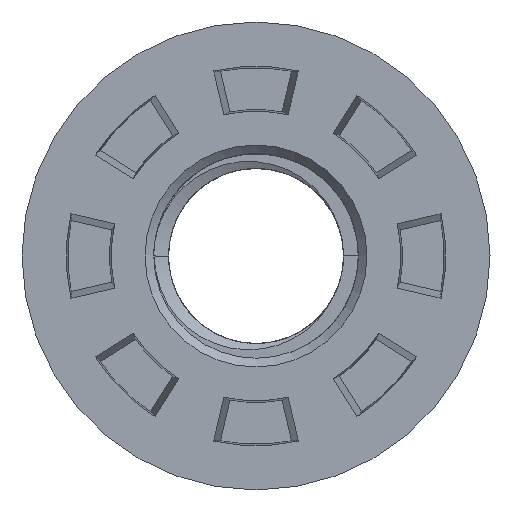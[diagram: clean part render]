
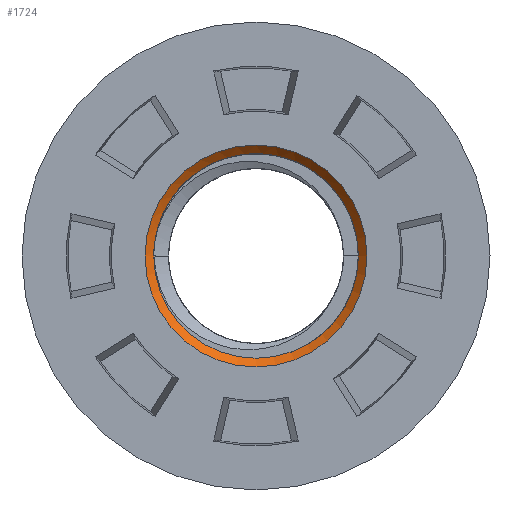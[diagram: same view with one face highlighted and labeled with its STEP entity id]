
A CAD part, front view. The second image highlights one B-rep face of the part: STEP entity #1724.
In plain terms, the highlighted free-form (B-spline) face has degree [1, 2] with [2, 9] control points.
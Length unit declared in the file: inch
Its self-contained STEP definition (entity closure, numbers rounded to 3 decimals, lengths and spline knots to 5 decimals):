
#1384=CARTESIAN_POINT('',(23.82942,2.02135,0.65975));
#1385=VERTEX_POINT('',#1384);
#1386=CARTESIAN_POINT('',(23.37342,2.02135,0.65975));
#1387=DIRECTION('',(0.0,0.0,-1.0));
#1388=DIRECTION('',(-1.0,0.0,0.0));
#1389=AXIS2_PLACEMENT_3D('',#1386,#1387,#1388);
#1390=CIRCLE('',#1389,0.456);
#1391=EDGE_CURVE('',#1385,#1385,#1390,.T.);
#1675=CARTESIAN_POINT('',(23.79342,2.02135,0.62375));
#1676=CARTESIAN_POINT('',(23.82942,2.02135,0.65975));
#1677=CARTESIAN_POINT('',(23.79342,2.44135,0.62375));
#1678=CARTESIAN_POINT('',(23.82942,2.47735,0.65975));
#1679=CARTESIAN_POINT('',(23.37342,2.44135,0.62375));
#1680=CARTESIAN_POINT('',(23.37342,2.47735,0.65975));
#1681=CARTESIAN_POINT('',(22.95342,2.44135,0.62375));
#1682=CARTESIAN_POINT('',(22.91742,2.47735,0.65975));
#1683=CARTESIAN_POINT('',(22.95342,2.02135,0.62375));
#1684=CARTESIAN_POINT('',(22.91742,2.02135,0.65975));
#1685=CARTESIAN_POINT('',(22.95342,1.60135,0.62375));
#1686=CARTESIAN_POINT('',(22.91742,1.56535,0.65975));
#1687=CARTESIAN_POINT('',(23.37342,1.60135,0.62375));
#1688=CARTESIAN_POINT('',(23.37342,1.56535,0.65975));
#1689=CARTESIAN_POINT('',(23.79342,1.60135,0.62375));
#1690=CARTESIAN_POINT('',(23.82942,1.56535,0.65975));
#1691=CARTESIAN_POINT('',(23.79342,2.02135,0.62375));
#1692=CARTESIAN_POINT('',(23.82942,2.02135,0.65975));
#1700=(BOUNDED_SURFACE()B_SPLINE_SURFACE(1,2,((#1675,#1677,#1679,#1681,#1683,#1685,#1687,#1689,#1691),(#1676,#1678,#1680,#1682,#1684,#1686,#1688,#1690,#1692)),.UNSPECIFIED.,.F.,.T.,.U.)B_SPLINE_SURFACE_WITH_KNOTS((2,2),(3,2,2,2,3),(-0.05812,0.05812),(0.0,0.68801,1.37602,2.06403,2.75204),.UNSPECIFIED.)GEOMETRIC_REPRESENTATION_ITEM()RATIONAL_B_SPLINE_SURFACE(((1.0,0.707,1.0,0.707,1.0,0.707,1.0,0.707,1.0),(1.0,0.707,1.0,0.707,1.0,0.707,1.0,0.707,1.0)))REPRESENTATION_ITEM('')SURFACE());
#1701=CARTESIAN_POINT('',(22.95342,2.02135,0.62375));
#1702=VERTEX_POINT('',#1701);
#1703=CARTESIAN_POINT('',(22.95634,2.07077,0.62375));
#1704=VERTEX_POINT('',#1703);
#1705=CARTESIAN_POINT('',(23.37342,2.02135,0.62375));
#1706=DIRECTION('',(0.0,0.0,1.0));
#1707=DIRECTION('',(-1.0,0.0,0.0));
#1708=AXIS2_PLACEMENT_3D('',#1705,#1706,#1707);
#1709=CIRCLE('',#1708,0.42);
#1710=EDGE_CURVE('',#1702,#1704,#1709,.T.);
#1711=ORIENTED_EDGE('',*,*,#1710,.F.);
#1712=CARTESIAN_POINT('',(23.37342,2.02135,0.62375));
#1713=DIRECTION('',(0.0,0.0,-1.0));
#1714=DIRECTION('',(-1.0,0.0,0.0));
#1715=AXIS2_PLACEMENT_3D('',#1712,#1713,#1714);
#1716=CIRCLE('',#1715,0.42);
#1717=EDGE_CURVE('',#1702,#1704,#1716,.T.);
#1718=ORIENTED_EDGE('',*,*,#1717,.T.);
#1719=EDGE_LOOP('',(#1711,#1718));
#1720=FACE_OUTER_BOUND('',#1719,.T.);
#1721=ORIENTED_EDGE('',*,*,#1391,.F.);
#1722=EDGE_LOOP('',(#1721));
#1723=FACE_BOUND('',#1722,.T.);
#1724=ADVANCED_FACE('',(#1720,#1723),#1700,.T.);
